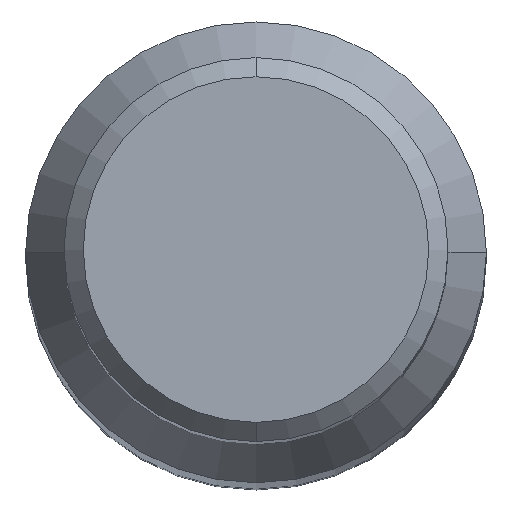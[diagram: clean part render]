
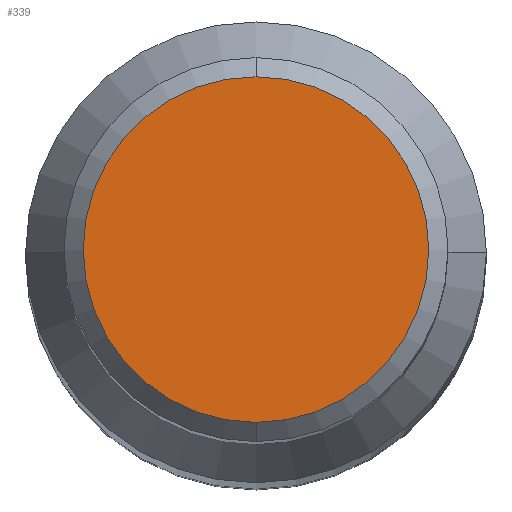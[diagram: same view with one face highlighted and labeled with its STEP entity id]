
A CAD part, top view. The second image highlights one B-rep face of the part: STEP entity #339.
In plain terms, the highlighted planar face has unit normal (0, 0, 1).
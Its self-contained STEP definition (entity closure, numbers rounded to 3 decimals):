
#209=EDGE_CURVE('',#263,#219,#569,.T.);
#219=VERTEX_POINT('',#579);
#263=VERTEX_POINT('',#624);
#317=EDGE_CURVE('',#219,#263,#682,.T.);
#339=ADVANCED_FACE('',(#707),#708,.T.);
#569=CIRCLE('',#963,4.5);
#579=CARTESIAN_POINT('',(0.,-4.5,0.0));
#624=CARTESIAN_POINT('',(0.0,4.5,0.0));
#682=CIRCLE('',#1175,4.5);
#707=FACE_OUTER_BOUND('',#1218,.T.);
#708=PLANE('',#1219);
#963=AXIS2_PLACEMENT_3D('',#1712,#1713,#1714);
#1175=AXIS2_PLACEMENT_3D('',#1787,#1788,#1789);
#1218=EDGE_LOOP('',(#1827,#1828));
#1219=AXIS2_PLACEMENT_3D('',#1829,#1830,#1831);
#1712=CARTESIAN_POINT('',(0.0,0.0,0.0));
#1713=DIRECTION('',(0.0,0.0,-1.0));
#1714=DIRECTION('',(0.0,1.0,0.0));
#1787=CARTESIAN_POINT('',(0.0,0.0,0.0));
#1788=DIRECTION('',(0.0,0.0,-1.0));
#1789=DIRECTION('',(0.0,1.0,0.0));
#1827=ORIENTED_EDGE('',*,*,#209,.F.);
#1828=ORIENTED_EDGE('',*,*,#317,.F.);
#1829=CARTESIAN_POINT('',(0.0,2.25,0.0));
#1830=DIRECTION('',(-0.0,0.0,1.0));
#1831=DIRECTION('',(0.0,-1.0,0.0));
